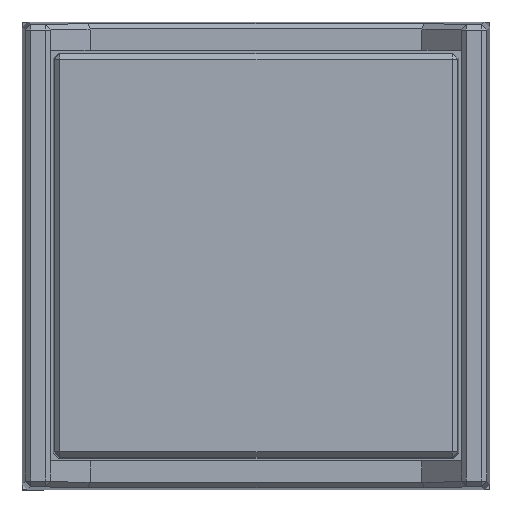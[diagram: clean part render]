
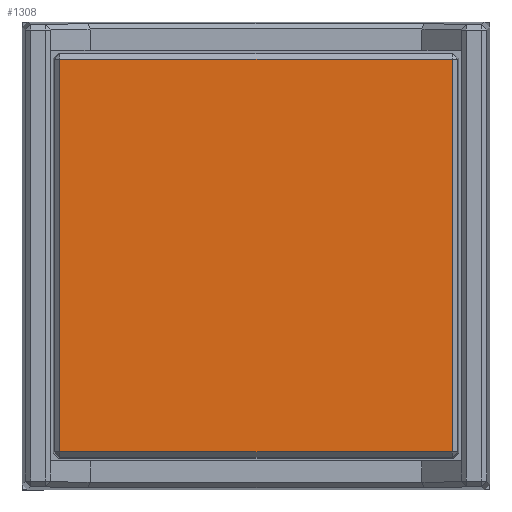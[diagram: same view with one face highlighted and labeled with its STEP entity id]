
A CAD part, top view. The second image highlights one B-rep face of the part: STEP entity #1308.
In plain terms, the highlighted planar face has unit normal (0, 0, 1).
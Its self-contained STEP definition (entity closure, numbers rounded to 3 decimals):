
#76 = ORIENTED_EDGE ( 'NONE', *, *, #1062, .F. ) ;
#156 = AXIS2_PLACEMENT_3D ( 'NONE', #2138, #3359, #464 ) ;
#278 = VERTEX_POINT ( 'NONE', #3244 ) ;
#464 = DIRECTION ( 'NONE',  ( -1., 0., 0. ) ) ;
#497 = LINE ( 'NONE', #1889, #1738 ) ;
#523 = DIRECTION ( 'NONE',  ( 0., -1., 0. ) ) ;
#539 = DIRECTION ( 'NONE',  ( -1., 0., 0. ) ) ;
#573 = LINE ( 'NONE', #1962, #2347 ) ;
#773 = PLANE ( 'NONE',  #156 ) ;
#801 = CARTESIAN_POINT ( 'NONE',  ( -7.517, 7.517, 9.6 ) ) ;
#1062 = EDGE_CURVE ( 'NONE', #278, #2936, #2212, .T. ) ;
#1188 = EDGE_CURVE ( 'NONE', #3045, #2312, #497, .T. ) ;
#1308 = ADVANCED_FACE ( 'NONE', ( #3665 ), #773, .F. ) ;
#1497 = CARTESIAN_POINT ( 'NONE',  ( 7.517, 7.517, 9.6 ) ) ;
#1604 = EDGE_CURVE ( 'NONE', #2936, #3045, #573, .T. ) ;
#1738 = VECTOR ( 'NONE', #3077, 1000. ) ;
#1889 = CARTESIAN_POINT ( 'NONE',  ( 0., 7.517, 9.6 ) ) ;
#1925 = VECTOR ( 'NONE', #539, 1000. ) ;
#1937 = VECTOR ( 'NONE', #523, 1000. ) ;
#1962 = CARTESIAN_POINT ( 'NONE',  ( -7.517, 0., 9.6 ) ) ;
#2138 = CARTESIAN_POINT ( 'NONE',  ( 7.517, -7.517, 9.6 ) ) ;
#2151 = ORIENTED_EDGE ( 'NONE', *, *, #2582, .F. ) ;
#2197 = LINE ( 'NONE', #3419, #1937 ) ;
#2212 = LINE ( 'NONE', #3434, #1925 ) ;
#2312 = VERTEX_POINT ( 'NONE', #1497 ) ;
#2347 = VECTOR ( 'NONE', #3160, 1000. ) ;
#2582 = EDGE_CURVE ( 'NONE', #2312, #278, #2197, .T. ) ;
#2936 = VERTEX_POINT ( 'NONE', #3613 ) ;
#3011 = EDGE_LOOP ( 'NONE', ( #76, #2151, #3155, #3684 ) ) ;
#3045 = VERTEX_POINT ( 'NONE', #801 ) ;
#3077 = DIRECTION ( 'NONE',  ( 1., 0., 0. ) ) ;
#3155 = ORIENTED_EDGE ( 'NONE', *, *, #1188, .F. ) ;
#3160 = DIRECTION ( 'NONE',  ( 0., 1., 0. ) ) ;
#3244 = CARTESIAN_POINT ( 'NONE',  ( 7.517, -7.517, 9.6 ) ) ;
#3359 = DIRECTION ( 'NONE',  ( 0., 0., -1. ) ) ;
#3419 = CARTESIAN_POINT ( 'NONE',  ( 7.517, 0., 9.6 ) ) ;
#3434 = CARTESIAN_POINT ( 'NONE',  ( 0., -7.517, 9.6 ) ) ;
#3613 = CARTESIAN_POINT ( 'NONE',  ( -7.517, -7.517, 9.6 ) ) ;
#3665 = FACE_OUTER_BOUND ( 'NONE', #3011, .T. ) ;
#3684 = ORIENTED_EDGE ( 'NONE', *, *, #1604, .F. ) ;
